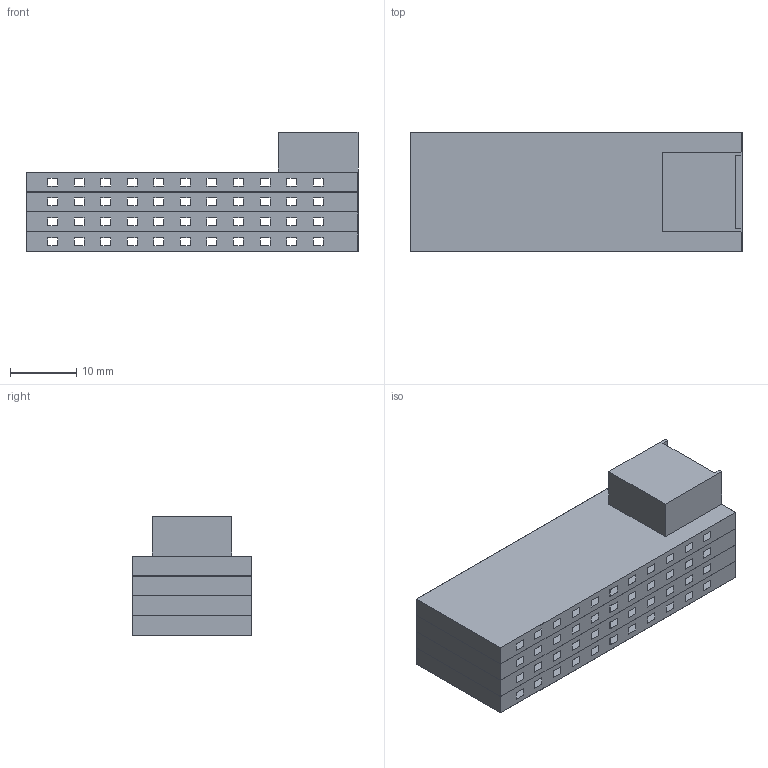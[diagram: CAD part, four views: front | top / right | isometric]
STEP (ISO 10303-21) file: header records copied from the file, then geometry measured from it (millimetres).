
FILE_DESCRIPTION(('Open CASCADE Model'),'2;1');
FILE_NAME('Open CASCADE Shape Model','2026-02-12T16:12:28',('Author'),( 'Open CASCADE'),'Open CASCADE STEP processor 7.8','Open CASCADE 7.8' ,'Unknown');
FILE_SCHEMA(('AUTOMOTIVE_DESIGN { 1 0 10303 214 1 1 1 1 }'));
Length unit declared in the file: millimetre
Products named in the file (1): Open CASCADE STEP translator 7.8 6
Bounding box: 50 x 18 x 18 mm (x, y, z)
Volume: 897.2 mm3; surface area: 12225.4 mm2
Topology: 1 solids, 1 shells, 390 faces, 1140 edges, 760 vertices
Faces by surface type: plane 390
Entity records: 27810 total; most frequent: CARTESIAN_POINT 4571, DIRECTION 4202, LINE 3420, VECTOR 3420, ORIENTED_EDGE 2280, PCURVE 2280, DEFINITIONAL_REPRESENTATION 2280, EDGE_CURVE 1140
